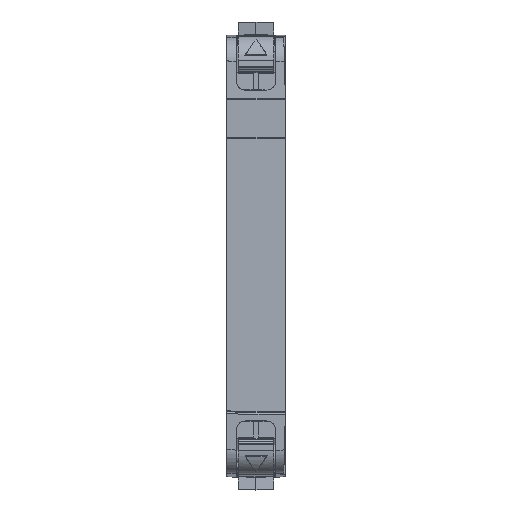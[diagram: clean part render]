
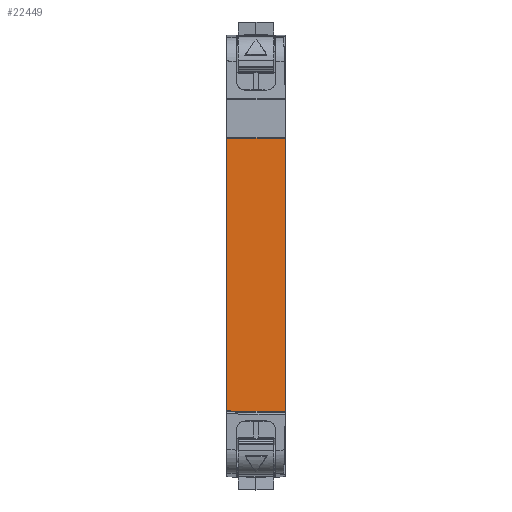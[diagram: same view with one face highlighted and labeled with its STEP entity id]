
A CAD part, top view. The second image highlights one B-rep face of the part: STEP entity #22449.
In plain terms, the highlighted planar face has unit normal (0.009, 0, 1).
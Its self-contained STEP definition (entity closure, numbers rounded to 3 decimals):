
#82=DIRECTION('',(0.,1.,0.));
#83=VECTOR('',#82,27.875);
#84=CARTESIAN_POINT('',(-3.,-15.875,69.426));
#85=LINE('',#84,#83);
#91=CARTESIAN_POINT('',(-3.,-15.875,69.426));
#278=DIRECTION('',(1.,0.,-0.009));
#279=VECTOR('',#278,6.);
#280=CARTESIAN_POINT('',(-3.,12.,69.426));
#281=LINE('',#280,#279);
#310=CARTESIAN_POINT('',(3.,-15.927,69.374));
#317=DIRECTION('',(0.,-1.,0.));
#318=VECTOR('',#317,27.927);
#319=CARTESIAN_POINT('',(3.,12.,69.374));
#320=LINE('',#319,#318);
#7282=DIRECTION('',(1.,-0.009,-0.009));
#7283=VECTOR('',#7282,6.001);
#7284=CARTESIAN_POINT('',(-3.,-15.875,
69.426));
#7285=LINE('',#7284,#7283);
#7356=VERTEX_POINT('',#91);
#7357=CARTESIAN_POINT('',(-3.,12.,69.426));
#7358=VERTEX_POINT('',#7357);
#7472=VERTEX_POINT('',#310);
#7473=CARTESIAN_POINT('',(3.,12.,69.374));
#7474=VERTEX_POINT('',#7473);
#22438=CARTESIAN_POINT('',(3.,12.,69.374));
#22439=DIRECTION('',(0.009,0.,1.));
#22440=DIRECTION('',(1.,0.,-0.009));
#22441=AXIS2_PLACEMENT_3D('',#22438,#22439,#22440);
#22442=PLANE('',#22441);
#22443=ORIENTED_EDGE('',*,*,#9324,.F.);
#22444=ORIENTED_EDGE('',*,*,#8973,.T.);
#22445=ORIENTED_EDGE('',*,*,#9176,.T.);
#22446=ORIENTED_EDGE('',*,*,#9258,.T.);
#22447=EDGE_LOOP('',(#22443,#22444,#22445,#22446));
#22448=FACE_OUTER_BOUND('',#22447,.F.);
#22449=ADVANCED_FACE('',(#22448),#22442,.T.);
#8973=EDGE_CURVE('',#7356,#7358,#85,.T.);
#9176=EDGE_CURVE('',#7358,#7474,#281,.T.);
#9258=EDGE_CURVE('',#7474,#7472,#320,.T.);
#9324=EDGE_CURVE('',#7356,#7472,#7285,.T.);
